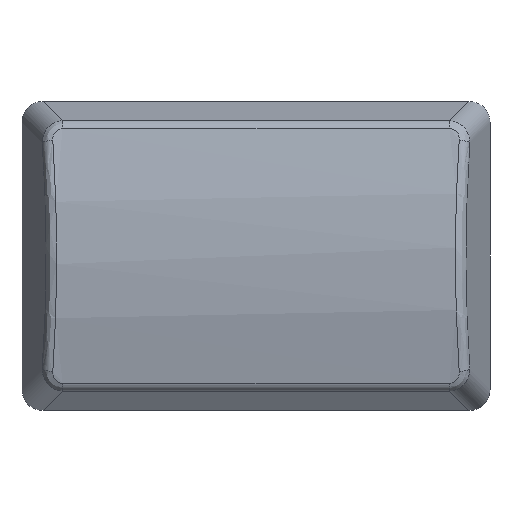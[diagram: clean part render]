
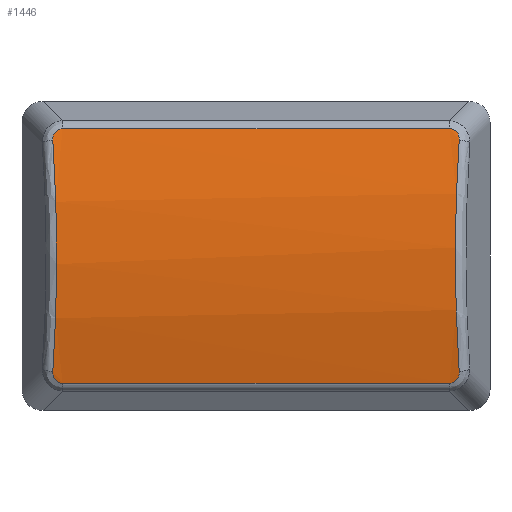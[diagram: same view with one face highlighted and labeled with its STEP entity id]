
A CAD part, top view. The second image highlights one B-rep face of the part: STEP entity #1446.
In plain terms, the highlighted free-form (B-spline) face has degree [3, 1] with [4, 2] control points.
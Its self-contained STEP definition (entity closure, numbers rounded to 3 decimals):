
#1293=CARTESIAN_POINT('',(-56.509,-184.706,1.589));
#1294=CARTESIAN_POINT('',(-33.491,-184.706,1.589));
#1295=CARTESIAN_POINT('',(-56.509,-179.902,2.804));
#1296=CARTESIAN_POINT('',(-33.491,-179.902,2.804));
#1297=CARTESIAN_POINT('',(-56.509,-175.098,2.804));
#1298=CARTESIAN_POINT('',(-33.491,-175.098,2.804));
#1299=CARTESIAN_POINT('',(-56.509,-170.294,1.589));
#1300=CARTESIAN_POINT('',(-33.491,-170.294,1.589));
#1301=B_SPLINE_SURFACE_WITH_KNOTS('',3,1,((#1293,#1294),(#1295,#1296),(#1297,#1298),(#1299,#1300)),.UNSPECIFIED.,.F.,.F.,.U.,(4,4),(2,2),(0.023,0.977),(0.18,0.82),.UNSPECIFIED.);
#1302=CARTESIAN_POINT('',(-56.506,-184.047,1.748));
#1303=VERTEX_POINT('',#1302);
#1304=CARTESIAN_POINT('',(-55.954,-184.706,1.589));
#1305=VERTEX_POINT('',#1304);
#1306=CARTESIAN_POINT('',(-56.506,-184.047,1.748));
#1307=CARTESIAN_POINT('',(-56.511,-184.128,1.729));
#1308=CARTESIAN_POINT('',(-56.504,-184.209,1.711));
#1309=CARTESIAN_POINT('',(-56.483,-184.287,1.692));
#1310=CARTESIAN_POINT('',(-56.462,-184.365,1.673));
#1311=CARTESIAN_POINT('',(-56.426,-184.439,1.655));
#1312=CARTESIAN_POINT('',(-56.376,-184.503,1.64));
#1313=CARTESIAN_POINT('',(-56.327,-184.566,1.624));
#1314=CARTESIAN_POINT('',(-56.262,-184.619,1.611));
#1315=CARTESIAN_POINT('',(-56.189,-184.653,1.602));
#1316=CARTESIAN_POINT('',(-56.153,-184.671,1.598));
#1317=CARTESIAN_POINT('',(-56.114,-184.684,1.595));
#1318=CARTESIAN_POINT('',(-56.075,-184.693,1.592));
#1319=CARTESIAN_POINT('',(-56.035,-184.701,1.59));
#1320=CARTESIAN_POINT('',(-55.995,-184.706,1.589));
#1321=CARTESIAN_POINT('',(-55.954,-184.706,1.589));
#1322=B_SPLINE_CURVE_WITH_KNOTS('',3,(#1306,#1307,#1308,#1309,#1310,#1311,#1312,#1313,#1314,#1315,#1316,#1317,#1318,#1319,#1320,#1321),.UNSPECIFIED.,.F.,.F.,(4,3,3,3,3,4),(-0.,0.,0.,0.001,0.001,0.001),.UNSPECIFIED.);
#1323=EDGE_CURVE('',#1303,#1305,#1322,.T.);
#1324=ORIENTED_EDGE('',*,*,#1323,.T.);
#1325=CARTESIAN_POINT('',(-34.046,-184.706,1.589));
#1326=VERTEX_POINT('',#1325);
#1327=CARTESIAN_POINT('',(-55.954,-184.706,1.589));
#1328=DIRECTION('',(1.,0.,-0.));
#1329=VECTOR('',#1328,21.908);
#1330=LINE('',#1327,#1329);
#1331=EDGE_CURVE('',#1305,#1326,#1330,.T.);
#1332=ORIENTED_EDGE('',*,*,#1331,.T.);
#1333=CARTESIAN_POINT('',(-33.494,-184.047,1.748));
#1334=VERTEX_POINT('',#1333);
#1335=CARTESIAN_POINT('',(-34.046,-184.706,1.589));
#1336=CARTESIAN_POINT('',(-33.964,-184.706,1.589));
#1337=CARTESIAN_POINT('',(-33.883,-184.688,1.594));
#1338=CARTESIAN_POINT('',(-33.81,-184.653,1.602));
#1339=CARTESIAN_POINT('',(-33.773,-184.635,1.607));
#1340=CARTESIAN_POINT('',(-33.738,-184.613,1.612));
#1341=CARTESIAN_POINT('',(-33.707,-184.588,1.619));
#1342=CARTESIAN_POINT('',(-33.676,-184.563,1.625));
#1343=CARTESIAN_POINT('',(-33.648,-184.534,1.632));
#1344=CARTESIAN_POINT('',(-33.623,-184.502,1.64));
#1345=CARTESIAN_POINT('',(-33.522,-184.373,1.672));
#1346=CARTESIAN_POINT('',(-33.483,-184.209,1.711));
#1347=CARTESIAN_POINT('',(-33.494,-184.047,1.748));
#1348=B_SPLINE_CURVE_WITH_KNOTS('',3,(#1335,#1336,#1337,#1338,#1339,#1340,#1341,#1342,#1343,#1344,#1345,#1346,#1347),.UNSPECIFIED.,.F.,.F.,(4,3,3,3,4),(-0.,0.,0.,0.,0.001),.UNSPECIFIED.);
#1349=EDGE_CURVE('',#1326,#1334,#1348,.T.);
#1350=ORIENTED_EDGE('',*,*,#1349,.T.);
#1351=CARTESIAN_POINT('',(-33.494,-170.953,1.748));
#1352=VERTEX_POINT('',#1351);
#1353=CARTESIAN_POINT('',(-33.494,-184.047,1.748));
#1354=CARTESIAN_POINT('',(-33.567,-182.975,1.994));
#1355=CARTESIAN_POINT('',(-33.622,-181.893,2.182));
#1356=CARTESIAN_POINT('',(-33.659,-180.8,2.309));
#1357=CARTESIAN_POINT('',(-33.678,-180.253,2.372));
#1358=CARTESIAN_POINT('',(-33.692,-179.703,2.42));
#1359=CARTESIAN_POINT('',(-33.701,-179.152,2.452));
#1360=CARTESIAN_POINT('',(-33.71,-178.602,2.484));
#1361=CARTESIAN_POINT('',(-33.715,-178.051,2.5));
#1362=CARTESIAN_POINT('',(-33.715,-177.501,2.5));
#1363=CARTESIAN_POINT('',(-33.715,-176.95,2.5));
#1364=CARTESIAN_POINT('',(-33.71,-176.4,2.484));
#1365=CARTESIAN_POINT('',(-33.701,-175.85,2.452));
#1366=CARTESIAN_POINT('',(-33.692,-175.3,2.42));
#1367=CARTESIAN_POINT('',(-33.678,-174.749,2.373));
#1368=CARTESIAN_POINT('',(-33.659,-174.202,2.309));
#1369=CARTESIAN_POINT('',(-33.622,-173.108,2.183));
#1370=CARTESIAN_POINT('',(-33.567,-172.025,1.994));
#1371=CARTESIAN_POINT('',(-33.494,-170.953,1.748));
#1372=B_SPLINE_CURVE_WITH_KNOTS('',3,(#1353,#1354,#1355,#1356,#1357,#1358,#1359,#1360,#1361,#1362,#1363,#1364,#1365,#1366,#1367,#1368,#1369,#1370,#1371),.UNSPECIFIED.,.F.,.F.,(4,3,3,3,3,3,4),(0.,0.003,0.005,0.006,0.008,0.01,0.013),.UNSPECIFIED.);
#1373=EDGE_CURVE('',#1334,#1352,#1372,.T.);
#1374=ORIENTED_EDGE('',*,*,#1373,.T.);
#1375=CARTESIAN_POINT('',(-34.046,-170.294,1.589));
#1376=VERTEX_POINT('',#1375);
#1377=CARTESIAN_POINT('',(-33.494,-170.953,1.748));
#1378=CARTESIAN_POINT('',(-33.489,-170.872,1.729));
#1379=CARTESIAN_POINT('',(-33.496,-170.791,1.711));
#1380=CARTESIAN_POINT('',(-33.517,-170.713,1.692));
#1381=CARTESIAN_POINT('',(-33.538,-170.635,1.673));
#1382=CARTESIAN_POINT('',(-33.574,-170.561,1.655));
#1383=CARTESIAN_POINT('',(-33.624,-170.497,1.64));
#1384=CARTESIAN_POINT('',(-33.673,-170.434,1.624));
#1385=CARTESIAN_POINT('',(-33.738,-170.381,1.611));
#1386=CARTESIAN_POINT('',(-33.811,-170.347,1.602));
#1387=CARTESIAN_POINT('',(-33.847,-170.329,1.598));
#1388=CARTESIAN_POINT('',(-33.886,-170.316,1.595));
#1389=CARTESIAN_POINT('',(-33.925,-170.307,1.592));
#1390=CARTESIAN_POINT('',(-33.965,-170.299,1.59));
#1391=CARTESIAN_POINT('',(-34.005,-170.294,1.589));
#1392=CARTESIAN_POINT('',(-34.046,-170.294,1.589));
#1393=B_SPLINE_CURVE_WITH_KNOTS('',3,(#1377,#1378,#1379,#1380,#1381,#1382,#1383,#1384,#1385,#1386,#1387,#1388,#1389,#1390,#1391,#1392),.UNSPECIFIED.,.F.,.F.,(4,3,3,3,3,4),(0.,0.,0.,0.001,0.001,0.001),.UNSPECIFIED.);
#1394=EDGE_CURVE('',#1352,#1376,#1393,.T.);
#1395=ORIENTED_EDGE('',*,*,#1394,.T.);
#1396=CARTESIAN_POINT('',(-55.954,-170.294,1.589));
#1397=VERTEX_POINT('',#1396);
#1398=CARTESIAN_POINT('',(-34.046,-170.294,1.589));
#1399=DIRECTION('',(-1.,-0.,0.));
#1400=VECTOR('',#1399,21.908);
#1401=LINE('',#1398,#1400);
#1402=EDGE_CURVE('',#1376,#1397,#1401,.T.);
#1403=ORIENTED_EDGE('',*,*,#1402,.T.);
#1404=CARTESIAN_POINT('',(-56.506,-170.953,1.748));
#1405=VERTEX_POINT('',#1404);
#1406=CARTESIAN_POINT('',(-55.954,-170.294,1.589));
#1407=CARTESIAN_POINT('',(-56.036,-170.294,1.589));
#1408=CARTESIAN_POINT('',(-56.117,-170.312,1.594));
#1409=CARTESIAN_POINT('',(-56.19,-170.347,1.602));
#1410=CARTESIAN_POINT('',(-56.227,-170.365,1.607));
#1411=CARTESIAN_POINT('',(-56.262,-170.387,1.612));
#1412=CARTESIAN_POINT('',(-56.293,-170.412,1.619));
#1413=CARTESIAN_POINT('',(-56.324,-170.437,1.625));
#1414=CARTESIAN_POINT('',(-56.352,-170.466,1.632));
#1415=CARTESIAN_POINT('',(-56.377,-170.498,1.64));
#1416=CARTESIAN_POINT('',(-56.478,-170.627,1.672));
#1417=CARTESIAN_POINT('',(-56.517,-170.791,1.711));
#1418=CARTESIAN_POINT('',(-56.506,-170.953,1.748));
#1419=B_SPLINE_CURVE_WITH_KNOTS('',3,(#1406,#1407,#1408,#1409,#1410,#1411,#1412,#1413,#1414,#1415,#1416,#1417,#1418),.UNSPECIFIED.,.F.,.F.,(4,3,3,3,4),(-0.,0.,0.,0.,0.001),.UNSPECIFIED.);
#1420=EDGE_CURVE('',#1397,#1405,#1419,.T.);
#1421=ORIENTED_EDGE('',*,*,#1420,.T.);
#1422=CARTESIAN_POINT('',(-56.506,-170.953,1.748));
#1423=CARTESIAN_POINT('',(-56.433,-172.025,1.994));
#1424=CARTESIAN_POINT('',(-56.378,-173.107,2.182));
#1425=CARTESIAN_POINT('',(-56.341,-174.2,2.309));
#1426=CARTESIAN_POINT('',(-56.322,-174.747,2.372));
#1427=CARTESIAN_POINT('',(-56.308,-175.297,2.42));
#1428=CARTESIAN_POINT('',(-56.299,-175.848,2.452));
#1429=CARTESIAN_POINT('',(-56.29,-176.398,2.484));
#1430=CARTESIAN_POINT('',(-56.285,-176.949,2.5));
#1431=CARTESIAN_POINT('',(-56.285,-177.499,2.5));
#1432=CARTESIAN_POINT('',(-56.285,-178.05,2.5));
#1433=CARTESIAN_POINT('',(-56.29,-178.6,2.484));
#1434=CARTESIAN_POINT('',(-56.299,-179.15,2.452));
#1435=CARTESIAN_POINT('',(-56.308,-179.7,2.42));
#1436=CARTESIAN_POINT('',(-56.322,-180.251,2.373));
#1437=CARTESIAN_POINT('',(-56.341,-180.798,2.309));
#1438=CARTESIAN_POINT('',(-56.378,-181.892,2.183));
#1439=CARTESIAN_POINT('',(-56.433,-182.975,1.994));
#1440=CARTESIAN_POINT('',(-56.506,-184.047,1.748));
#1441=B_SPLINE_CURVE_WITH_KNOTS('',3,(#1422,#1423,#1424,#1425,#1426,#1427,#1428,#1429,#1430,#1431,#1432,#1433,#1434,#1435,#1436,#1437,#1438,#1439,#1440),.UNSPECIFIED.,.F.,.F.,(4,3,3,3,3,3,4),(0.,0.003,0.005,0.006,0.008,0.01,0.013),.UNSPECIFIED.);
#1442=EDGE_CURVE('',#1405,#1303,#1441,.T.);
#1443=ORIENTED_EDGE('',*,*,#1442,.T.);
#1444=EDGE_LOOP('',(#1324,#1332,#1350,#1374,#1395,#1403,#1421,#1443));
#1445=FACE_BOUND('',#1444,.T.);
#1446=ADVANCED_FACE('',(#1445),#1301,.F.);
